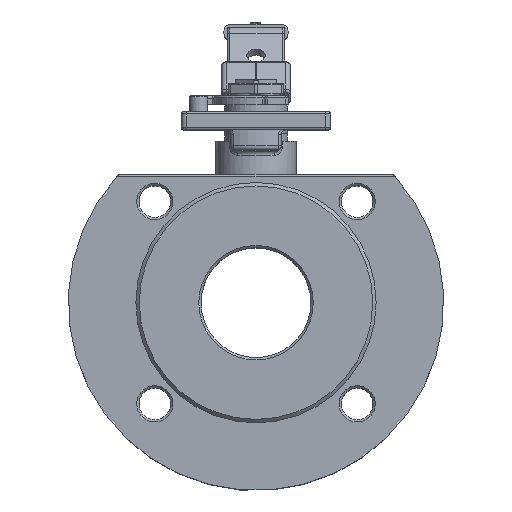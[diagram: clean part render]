
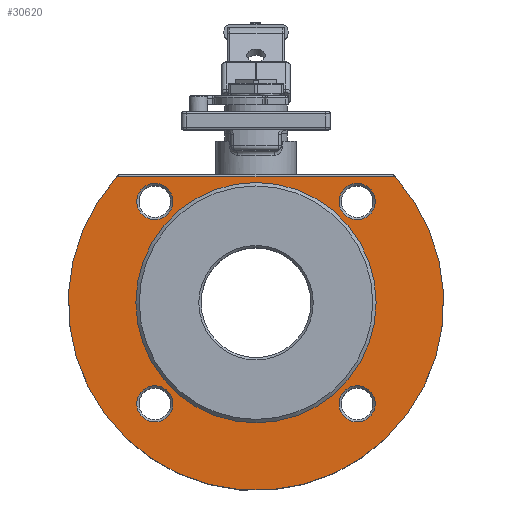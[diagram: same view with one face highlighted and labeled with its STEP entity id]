
A CAD part, top view. The second image highlights one B-rep face of the part: STEP entity #30620.
In plain terms, the highlighted planar face has unit normal (0, 0, 1).
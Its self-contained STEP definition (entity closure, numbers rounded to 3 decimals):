
#2042=FACE_BOUND('',#4847,.T.);
#2043=FACE_BOUND('',#4848,.T.);
#2044=FACE_BOUND('',#4849,.T.);
#2045=FACE_BOUND('',#4850,.T.);
#2046=FACE_BOUND('',#4851,.T.);
#2211=PLANE('',#32351);
#3154=FACE_OUTER_BOUND('',#4846,.T.);
#4846=EDGE_LOOP('',(#19955,#19956));
#4847=EDGE_LOOP('',(#19957));
#4848=EDGE_LOOP('',(#19958));
#4849=EDGE_LOOP('',(#19959));
#4850=EDGE_LOOP('',(#19960));
#4851=EDGE_LOOP('',(#19961));
#6704=LINE('',#39684,#9355);
#9355=VECTOR('',#33925,10.);
#12008=CIRCLE('',#32348,7.918);
#12011=CIRCLE('',#32352,82.);
#12012=CIRCLE('',#32353,7.918);
#12013=CIRCLE('',#32354,7.918);
#12014=CIRCLE('',#32355,52.5);
#12015=CIRCLE('',#32356,7.918);
#12541=VERTEX_POINT('',#39674);
#12544=VERTEX_POINT('',#39682);
#12545=VERTEX_POINT('',#39683);
#12546=VERTEX_POINT('',#39686);
#12547=VERTEX_POINT('',#39688);
#12548=VERTEX_POINT('',#39690);
#12549=VERTEX_POINT('',#39692);
#15471=EDGE_CURVE('',#12541,#12541,#12008,.T.);
#15475=EDGE_CURVE('',#12544,#12545,#6704,.T.);
#15476=EDGE_CURVE('',#12544,#12545,#12011,.T.);
#15477=EDGE_CURVE('',#12546,#12546,#12012,.T.);
#15478=EDGE_CURVE('',#12547,#12547,#12013,.T.);
#15479=EDGE_CURVE('',#12548,#12548,#12014,.T.);
#15480=EDGE_CURVE('',#12549,#12549,#12015,.T.);
#19955=ORIENTED_EDGE('',*,*,#15475,.F.);
#19956=ORIENTED_EDGE('',*,*,#15476,.T.);
#19957=ORIENTED_EDGE('',*,*,#15477,.F.);
#19958=ORIENTED_EDGE('',*,*,#15478,.F.);
#19959=ORIENTED_EDGE('',*,*,#15479,.T.);
#19960=ORIENTED_EDGE('',*,*,#15480,.F.);
#19961=ORIENTED_EDGE('',*,*,#15471,.F.);
#30620=ADVANCED_FACE('',(#3154,#2042,#2043,#2044,#2045,#2046),#2211,.T.);
#32348=AXIS2_PLACEMENT_3D('',#39675,#33916,#33917);
#32351=AXIS2_PLACEMENT_3D('',#39681,#33923,#33924);
#32352=AXIS2_PLACEMENT_3D('',#39685,#33926,#33927);
#32353=AXIS2_PLACEMENT_3D('',#39687,#33928,#33929);
#32354=AXIS2_PLACEMENT_3D('',#39689,#33930,#33931);
#32355=AXIS2_PLACEMENT_3D('',#39691,#33932,#33933);
#32356=AXIS2_PLACEMENT_3D('',#39693,#33934,#33935);
#33916=DIRECTION('center_axis',(0.,0.,1.));
#33917=DIRECTION('ref_axis',(1.,0.,0.));
#33923=DIRECTION('center_axis',(0.,0.,1.));
#33924=DIRECTION('ref_axis',(1.,0.,0.));
#33925=DIRECTION('',(1.,0.,0.));
#33926=DIRECTION('center_axis',(0.,0.,1.));
#33927=DIRECTION('ref_axis',(0.73,-0.683,0.));
#33928=DIRECTION('center_axis',(0.,0.,1.));
#33929=DIRECTION('ref_axis',(0.,1.,0.));
#33930=DIRECTION('center_axis',(0.,0.,1.));
#33931=DIRECTION('ref_axis',(0.,-1.,0.));
#33932=DIRECTION('center_axis',(0.,0.,-1.));
#33933=DIRECTION('ref_axis',(-1.,0.,0.));
#33934=DIRECTION('center_axis',(0.,0.,1.));
#33935=DIRECTION('ref_axis',(-1.,0.,0.));
#39674=CARTESIAN_POINT('',(-52.112,-44.194,38.5));
#39675=CARTESIAN_POINT('Origin',(-44.194,-44.194,38.5));
#39681=CARTESIAN_POINT('Origin',(0.,-1.625,
38.5));
#39682=CARTESIAN_POINT('',(-60.819,55.,38.5));
#39683=CARTESIAN_POINT('',(60.819,55.,38.5));
#39684=CARTESIAN_POINT('',(29.95,55.,38.5));
#39685=CARTESIAN_POINT('Origin',(0.,0.,38.5));
#39686=CARTESIAN_POINT('',(44.194,-52.112,38.5));
#39687=CARTESIAN_POINT('Origin',(44.194,-44.194,38.5));
#39688=CARTESIAN_POINT('',(-44.194,52.112,38.5));
#39689=CARTESIAN_POINT('Origin',(-44.194,44.194,38.5));
#39690=CARTESIAN_POINT('',(52.5,0.,38.5));
#39691=CARTESIAN_POINT('Origin',(0.,0.,38.5));
#39692=CARTESIAN_POINT('',(52.112,44.194,38.5));
#39693=CARTESIAN_POINT('Origin',(44.194,44.194,38.5));
